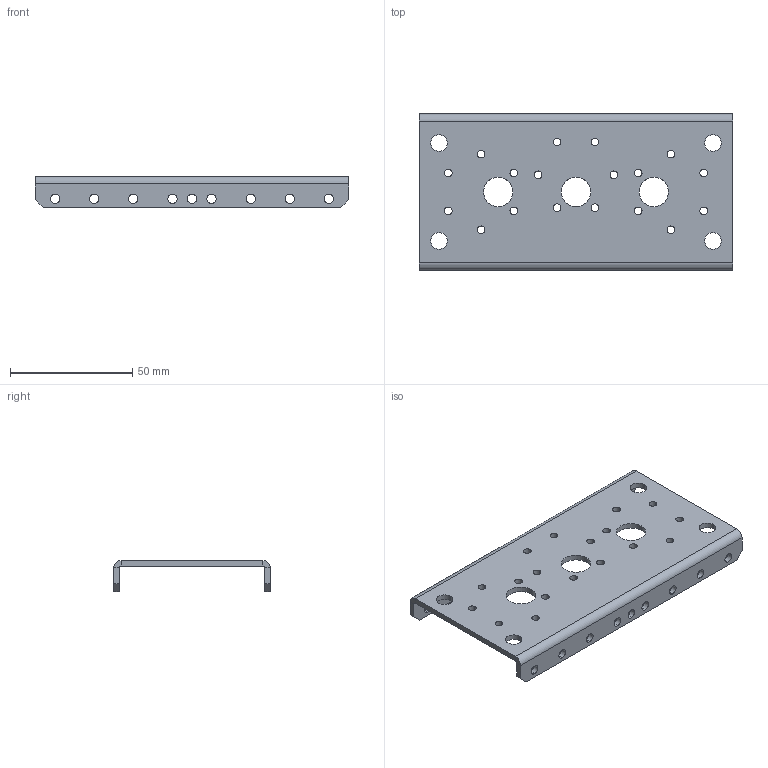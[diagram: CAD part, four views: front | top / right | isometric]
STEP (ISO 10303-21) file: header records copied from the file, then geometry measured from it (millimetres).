
FILE_DESCRIPTION (( 'STEP AP214' ), '1' );
FILE_NAME ('am-3405 PicoBox Duo Plate.STEP', '2016-09-08T14:32:29', ( '' ), ( '' ), 'SwSTEP 2.0', 'SolidWorks 2014', '' );
FILE_SCHEMA (( 'AUTOMOTIVE_DESIGN' ));
Length unit declared in the file: inch
Products named in the file (1): am-3405 PicoBox Duo Plate
Bounding box: 128 x 64 x 12.7 mm (x, y, z)
Volume: 22404.8 mm3; surface area: 21906 mm2
Topology: 1 solids, 1 shells, 112 faces, 314 edges, 204 vertices
Faces by surface type: cylinder 90, plane 22
Entity records: 3902 total; most frequent: DIRECTION 720, CARTESIAN_POINT 631, ORIENTED_EDGE 628, EDGE_CURVE 314, AXIS2_PLACEMENT_3D 293, VERTEX_POINT 204, EDGE_LOOP 198, CIRCLE 180
